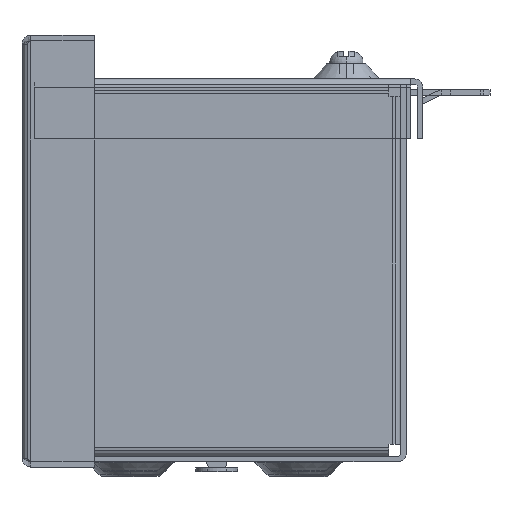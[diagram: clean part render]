
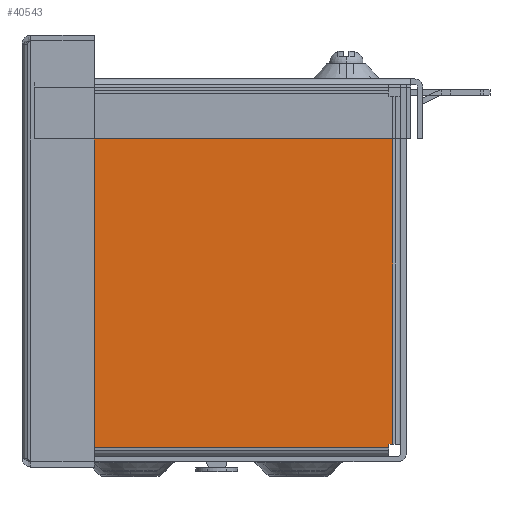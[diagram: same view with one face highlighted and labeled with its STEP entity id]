
A CAD part, left-side view. The second image highlights one B-rep face of the part: STEP entity #40543.
In plain terms, the highlighted planar face has unit normal (-1, 0, 0).
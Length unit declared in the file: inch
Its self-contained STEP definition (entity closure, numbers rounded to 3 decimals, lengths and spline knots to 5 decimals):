
#502 = ORIENTED_EDGE ( 'NONE', *, *, #43314, .T. ) ;
#644 = DIRECTION ( 'NONE',  ( 0., 0., 1. ) ) ;
#956 = VERTEX_POINT ( 'NONE', #24285 ) ;
#1393 = CARTESIAN_POINT ( 'NONE',  ( -36., -1.7895, 3.798 ) ) ;
#1601 = AXIS2_PLACEMENT_3D ( 'NONE', #37122, #10246, #31261 ) ;
#1796 = CARTESIAN_POINT ( 'NONE',  ( -36., 1.8655, 3.923 ) ) ;
#3512 = EDGE_CURVE ( 'NONE', #956, #19497, #27884, .T. ) ;
#3524 = CARTESIAN_POINT ( 'NONE',  ( -36., -1.9145, 0.143 ) ) ;
#4198 = CARTESIAN_POINT ( 'NONE',  ( -36., -1.9145, 0.182 ) ) ;
#4793 = VERTEX_POINT ( 'NONE', #35947 ) ;
#6123 = ORIENTED_EDGE ( 'NONE', *, *, #19741, .T. ) ;
#6188 = CARTESIAN_POINT ( 'NONE',  ( -36., 1.8265, 0.182 ) ) ;
#6376 = CARTESIAN_POINT ( 'NONE',  ( -36., -1.7895, 3.923 ) ) ;
#6923 = LINE ( 'NONE', #3524, #12385 ) ;
#7372 = LINE ( 'NONE', #38540, #33109 ) ;
#7597 = DIRECTION ( 'NONE',  ( 0., 0., -1. ) ) ;
#8725 = LINE ( 'NONE', #19795, #39685 ) ;
#9027 = VERTEX_POINT ( 'NONE', #35734 ) ;
#9090 = EDGE_CURVE ( 'NONE', #43683, #29166, #38699, .T. ) ;
#10246 = DIRECTION ( 'NONE',  ( -1., 0., 0. ) ) ;
#10353 = CARTESIAN_POINT ( 'NONE',  ( -36., -1.7895, 0.182 ) ) ;
#10499 = ORIENTED_EDGE ( 'NONE', *, *, #3512, .T. ) ;
#10651 = EDGE_CURVE ( 'NONE', #22623, #43683, #28259, .T. ) ;
#10684 = CARTESIAN_POINT ( 'NONE',  ( -36., -1.9145, 3.837 ) ) ;
#11146 = CARTESIAN_POINT ( 'NONE',  ( -36., -1.7895, 3.798 ) ) ;
#12385 = VECTOR ( 'NONE', #20700, 39.37008 ) ;
#12422 = VECTOR ( 'NONE', #26952, 39.37008 ) ;
#12494 = VECTOR ( 'NONE', #35229, 39.37008 ) ;
#12524 = EDGE_CURVE ( 'NONE', #18138, #9027, #21908, .T. ) ;
#12561 = ORIENTED_EDGE ( 'NONE', *, *, #37564, .T. ) ;
#12954 = FACE_OUTER_BOUND ( 'NONE', #38103, .T. ) ;
#13729 = VECTOR ( 'NONE', #32088, 39.37008 ) ;
#14768 = VERTEX_POINT ( 'NONE', #42977 ) ;
#14809 = DIRECTION ( 'NONE',  ( 0., -1., 0. ) ) ;
#16095 = EDGE_CURVE ( 'NONE', #29166, #956, #17219, .T. ) ;
#16302 = ORIENTED_EDGE ( 'NONE', *, *, #12524, .T. ) ;
#17219 = LINE ( 'NONE', #6376, #12422 ) ;
#18065 = ORIENTED_EDGE ( 'NONE', *, *, #10651, .T. ) ;
#18066 = CARTESIAN_POINT ( 'NONE',  ( -36., -1.8285, 3.923 ) ) ;
#18131 = DIRECTION ( 'NONE',  ( 0., 1., 0. ) ) ;
#18138 = VERTEX_POINT ( 'NONE', #18378 ) ;
#18324 = CARTESIAN_POINT ( 'NONE',  ( -36., 1.9515, 3.798 ) ) ;
#18378 = CARTESIAN_POINT ( 'NONE',  ( -36., 1.8655, 3.798 ) ) ;
#19497 = VERTEX_POINT ( 'NONE', #43411 ) ;
#19741 = EDGE_CURVE ( 'NONE', #23307, #18138, #42277, .T. ) ;
#19795 = CARTESIAN_POINT ( 'NONE',  ( -36., 1.8265, 0.182 ) ) ;
#20700 = DIRECTION ( 'NONE',  ( 0., -1., 0. ) ) ;
#21070 = DIRECTION ( 'NONE',  ( 0., 1., 0. ) ) ;
#21754 = ORIENTED_EDGE ( 'NONE', *, *, #36984, .T. ) ;
#21908 = LINE ( 'NONE', #1796, #13729 ) ;
#22096 = VECTOR ( 'NONE', #35264, 39.37008 ) ;
#22612 = VECTOR ( 'NONE', #18131, 39.37008 ) ;
#22623 = VERTEX_POINT ( 'NONE', #29744 ) ;
#22966 = EDGE_CURVE ( 'NONE', #19497, #23307, #7372, .T. ) ;
#23307 = VERTEX_POINT ( 'NONE', #29910 ) ;
#23756 = VECTOR ( 'NONE', #36992, 39.37008 ) ;
#24285 = CARTESIAN_POINT ( 'NONE',  ( -36., -1.7895, 3.837 ) ) ;
#25707 = ORIENTED_EDGE ( 'NONE', *, *, #42214, .T. ) ;
#26745 = PLANE ( 'NONE',  #1601 ) ;
#26940 = CARTESIAN_POINT ( 'NONE',  ( -36., -1.7895, 0.143 ) ) ;
#26952 = DIRECTION ( 'NONE',  ( 0., 0., 1. ) ) ;
#26993 = VERTEX_POINT ( 'NONE', #26940 ) ;
#27431 = CARTESIAN_POINT ( 'NONE',  ( -36., -1.8285, 3.798 ) ) ;
#27884 = LINE ( 'NONE', #10684, #37724 ) ;
#27993 = LINE ( 'NONE', #10353, #40398 ) ;
#28259 = LINE ( 'NONE', #18066, #12494 ) ;
#29166 = VERTEX_POINT ( 'NONE', #1393 ) ;
#29744 = CARTESIAN_POINT ( 'NONE',  ( -36., -1.8285, 0.182 ) ) ;
#29910 = CARTESIAN_POINT ( 'NONE',  ( -36., 1.8265, 3.798 ) ) ;
#30442 = CARTESIAN_POINT ( 'NONE',  ( -36., 1.8265, 0.057 ) ) ;
#31261 = DIRECTION ( 'NONE',  ( 0., 1., 0. ) ) ;
#32088 = DIRECTION ( 'NONE',  ( 0., 0., -1. ) ) ;
#32189 = LINE ( 'NONE', #4198, #37395 ) ;
#33109 = VECTOR ( 'NONE', #7597, 39.37008 ) ;
#35229 = DIRECTION ( 'NONE',  ( 0., 0., 1. ) ) ;
#35264 = DIRECTION ( 'NONE',  ( 0., 1., 0. ) ) ;
#35734 = CARTESIAN_POINT ( 'NONE',  ( -36., 1.8655, 0.182 ) ) ;
#35947 = CARTESIAN_POINT ( 'NONE',  ( -36., 1.8265, 0.143 ) ) ;
#36984 = EDGE_CURVE ( 'NONE', #14768, #22623, #32189, .T. ) ;
#36992 = DIRECTION ( 'NONE',  ( 0., 0., -1. ) ) ;
#37122 = CARTESIAN_POINT ( 'NONE',  ( -36., -1.9145, 3.923 ) ) ;
#37395 = VECTOR ( 'NONE', #14809, 39.37008 ) ;
#37564 = EDGE_CURVE ( 'NONE', #43568, #4793, #40375, .T. ) ;
#37724 = VECTOR ( 'NONE', #21070, 39.37008 ) ;
#38103 = EDGE_LOOP ( 'NONE', ( #502, #43227, #21754, #18065, #38893, #44429, #10499, #42004, #6123, #16302, #25707, #12561 ) ) ;
#38540 = CARTESIAN_POINT ( 'NONE',  ( -36., 1.8265, 3.798 ) ) ;
#38699 = LINE ( 'NONE', #11146, #22612 ) ;
#38893 = ORIENTED_EDGE ( 'NONE', *, *, #9090, .T. ) ;
#39659 = DIRECTION ( 'NONE',  ( 0., -1., 0. ) ) ;
#39685 = VECTOR ( 'NONE', #39659, 39.37008 ) ;
#40375 = LINE ( 'NONE', #30442, #23756 ) ;
#40398 = VECTOR ( 'NONE', #644, 39.37008 ) ;
#40543 = ADVANCED_FACE ( 'NONE', ( #12954 ), #26745, .T. ) ;
#41856 = EDGE_CURVE ( 'NONE', #26993, #14768, #27993, .T. ) ;
#42004 = ORIENTED_EDGE ( 'NONE', *, *, #22966, .T. ) ;
#42214 = EDGE_CURVE ( 'NONE', #9027, #43568, #8725, .T. ) ;
#42277 = LINE ( 'NONE', #18324, #22096 ) ;
#42977 = CARTESIAN_POINT ( 'NONE',  ( -36., -1.7895, 0.182 ) ) ;
#43227 = ORIENTED_EDGE ( 'NONE', *, *, #41856, .T. ) ;
#43314 = EDGE_CURVE ( 'NONE', #4793, #26993, #6923, .T. ) ;
#43411 = CARTESIAN_POINT ( 'NONE',  ( -36., 1.8265, 3.837 ) ) ;
#43568 = VERTEX_POINT ( 'NONE', #6188 ) ;
#43683 = VERTEX_POINT ( 'NONE', #27431 ) ;
#44429 = ORIENTED_EDGE ( 'NONE', *, *, #16095, .T. ) ;
